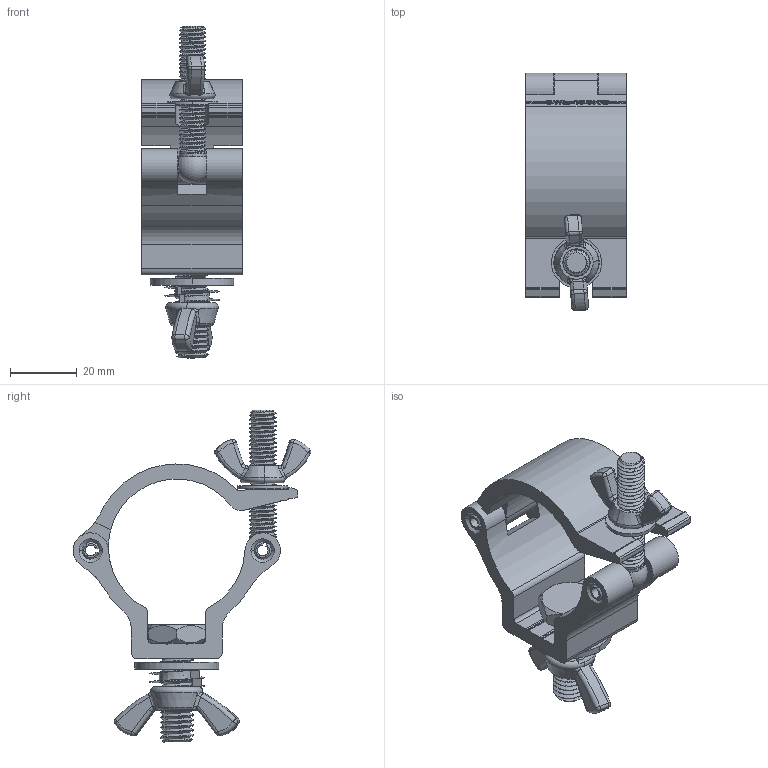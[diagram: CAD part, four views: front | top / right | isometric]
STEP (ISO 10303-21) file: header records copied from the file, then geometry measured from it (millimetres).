
FILE_DESCRIPTION(/* description */ (''),/* implementation_level */ '2;1');
FILE_NAME(/* name */ 'Mini-360-1-5-Clamp-CJS5001-40.stp',/* time_stamp */ '2021-04-07T12:29:26-07:00',/* author */ ('TheDanny'),/* organization */ (''),/* preprocessor_version */ 'ST-DEVELOPER v18.1',/* originating_system */ 'Autodesk Inventor 2021',/* authorisation */ '');
FILE_SCHEMA (('AUTOMOTIVE_DESIGN { 1 0 10303 214 3 1 1 }'));
Length unit declared in the file: inch
Products named in the file (12): Mini-360-1-5-Clamp-CJS5001-40; Mini-360-1-5-Clamp-CJS5001-401; Mini-360-1-5-Clamp-CJS5001-402; Mini-360-1-5-Clamp-CJS5001-403; Mini-360-1-5-Clamp-CJS5001-404; Mini-360-1-5-Clamp-CJS5001-405; Mini-360-1-5-Clamp-CJS5001-406; Mini-360-1-5-Clamp-CJS5001-407; Mini-360-1-5-Clamp-CJS5001-408; Mini-360-1-5-Clamp-CJS5001-409; Mini-360-1-5-Clamp-CJS5001-4010; Mini-360-1-5-Clamp-CJS5001-4011
Assembly tree (11 placements, depth 2):
  Mini-360-1-5-Clamp-CJS5001-40
    Mini-360-1-5-Clamp-CJS5001-401
    Mini-360-1-5-Clamp-CJS5001-402
    Mini-360-1-5-Clamp-CJS5001-403
    Mini-360-1-5-Clamp-CJS5001-404
    Mini-360-1-5-Clamp-CJS5001-405
    Mini-360-1-5-Clamp-CJS5001-406
    Mini-360-1-5-Clamp-CJS5001-407
    Mini-360-1-5-Clamp-CJS5001-408
    Mini-360-1-5-Clamp-CJS5001-409
    Mini-360-1-5-Clamp-CJS5001-4010
    Mini-360-1-5-Clamp-CJS5001-4011
Bounding box: 30 x 71.08 x 99.19 mm (x, y, z)
Volume: 32883.8 mm3; surface area: 23162.9 mm2
Topology: 11 solids, 11 shells, 707 faces, 1923 edges, 1241 vertices
Faces by surface type: plane 333, cylinder 230, bspline 65, torus 33, cone 28, sphere 18
Entity records: 34497 total; most frequent: CARTESIAN_POINT 16729, ORIENTED_EDGE 3846, DIRECTION 3385, EDGE_CURVE 1923, VERTEX_POINT 1241, AXIS2_PLACEMENT_3D 1189, LINE 1007, VECTOR 1007
